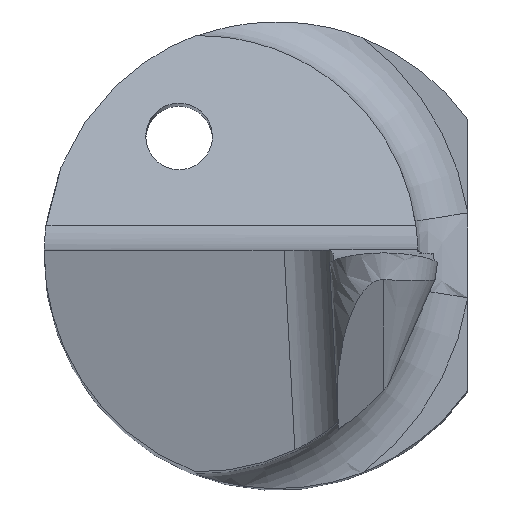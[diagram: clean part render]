
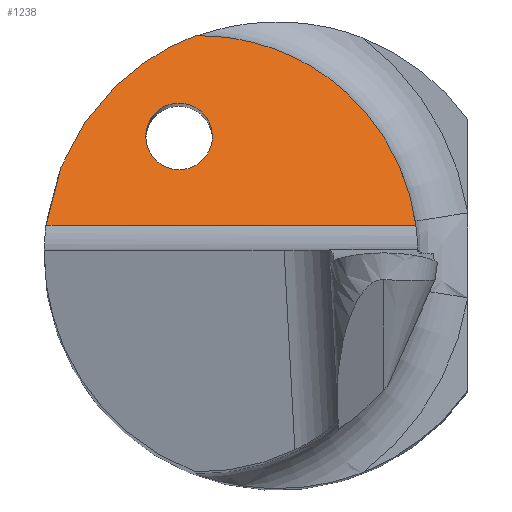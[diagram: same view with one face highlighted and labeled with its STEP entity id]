
A CAD part, top view. The second image highlights one B-rep face of the part: STEP entity #1238.
In plain terms, the highlighted planar face has unit normal (0, 0.766, 0.643).
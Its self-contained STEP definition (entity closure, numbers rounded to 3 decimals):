
#21 = EDGE_LOOP ( 'NONE', ( #204, #776 ) ) ;
#72 = LINE ( 'NONE', #1226, #1153 ) ;
#79 = CARTESIAN_POINT ( 'NONE',  ( -3.474, 0.424, 28.397 ) ) ;
#83 = EDGE_CURVE ( 'NONE', #562, #402, #404, .T. ) ;
#84 = CARTESIAN_POINT ( 'NONE',  ( -1.236, 3.274, 25.001 ) ) ;
#96 = CARTESIAN_POINT ( 'NONE',  ( -0.978, 1.762, 26.803 ) ) ;
#122 = PLANE ( 'NONE',  #222 ) ;
#129 = FACE_OUTER_BOUND ( 'NONE', #341, .T. ) ;
#141 = CARTESIAN_POINT ( 'NONE',  ( -1.236, 3.274, 25.001 ) ) ;
#157 = EDGE_CURVE ( 'NONE', #451, #402, #72, .T. ) ;
#160 = CARTESIAN_POINT ( 'NONE',  ( 1.845, 2.163, 26.325 ) ) ;
#170 = CARTESIAN_POINT ( 'NONE',  ( -0.978, 1.762, 26.803 ) ) ;
#178 = DIRECTION ( 'NONE',  ( 1., 0., 0. ) ) ;
#204 = ORIENTED_EDGE ( 'NONE', *, *, #1041, .F. ) ;
#222 = AXIS2_PLACEMENT_3D ( 'NONE', #429, #1196, #332 ) ;
#298 = CARTESIAN_POINT ( 'NONE',  ( -1.978, 1.762, 26.803 ) ) ;
#299 = CARTESIAN_POINT ( 'NONE',  ( -3.312, 1.751, 26.816 ) ) ;
#332 = DIRECTION ( 'NONE',  ( 0., 0.643, -0.766 ) ) ;
#341 = EDGE_LOOP ( 'NONE', ( #838, #642, #568 ) ) ;
#367 = CARTESIAN_POINT ( 'NONE',  ( -1.236, 3.274, 25.001 ) ) ;
#402 = VERTEX_POINT ( 'NONE', #707 ) ;
#404 =( BOUNDED_CURVE ( )  B_SPLINE_CURVE ( 3, ( #367, #761, #160, #852 ),
 .UNSPECIFIED., .F., .F. ) 
 B_SPLINE_CURVE_WITH_KNOTS ( ( 4, 4 ),
 ( 6.265, 7.724 ),
 .UNSPECIFIED. ) 
 CURVE ( )  GEOMETRIC_REPRESENTATION_ITEM ( )  RATIONAL_B_SPLINE_CURVE ( ( 1., 0.83, 0.83, 1. ) ) 
 REPRESENTATION_ITEM ( '' )  );
#429 = CARTESIAN_POINT ( 'NONE',  ( -3.5, 0.424, 28.397 ) ) ;
#451 = VERTEX_POINT ( 'NONE', #517 ) ;
#475 = CARTESIAN_POINT ( 'NONE',  ( -1.978, 1.762, 26.803 ) ) ;
#502 = VERTEX_POINT ( 'NONE', #475 ) ;
#517 = CARTESIAN_POINT ( 'NONE',  ( -3.474, 0.424, 28.397 ) ) ;
#562 = VERTEX_POINT ( 'NONE', #141 ) ;
#568 = ORIENTED_EDGE ( 'NONE', *, *, #760, .F. ) ;
#581 = CARTESIAN_POINT ( 'NONE',  ( -1.978, 1.762, 26.803 ) ) ;
#631 = EDGE_CURVE ( 'NONE', #938, #502, #915, .T. ) ;
#642 = ORIENTED_EDGE ( 'NONE', *, *, #83, .F. ) ;
#661 = CARTESIAN_POINT ( 'NONE',  ( -0.978, 1.762, 26.803 ) ) ;
#688 =( BOUNDED_CURVE ( )  B_SPLINE_CURVE ( 3, ( #79, #299, #1076, #84 ),
 .UNSPECIFIED., .F., .T. ) 
 B_SPLINE_CURVE_WITH_KNOTS ( ( 4, 4 ),
 ( 4.834, 5.922 ),
 .UNSPECIFIED. ) 
 CURVE ( )  GEOMETRIC_REPRESENTATION_ITEM ( )  RATIONAL_B_SPLINE_CURVE ( ( 1., 0.904, 0.904, 1. ) ) 
 REPRESENTATION_ITEM ( '' )  );
#690 = CARTESIAN_POINT ( 'NONE',  ( -1.978, 2.762, 25.611 ) ) ;
#707 = CARTESIAN_POINT ( 'NONE',  ( 2.072, 0.424, 28.397 ) ) ;
#760 = EDGE_CURVE ( 'NONE', #451, #562, #688, .T. ) ;
#761 = CARTESIAN_POINT ( 'NONE',  ( 0.517, 3.307, 24.962 ) ) ;
#776 = ORIENTED_EDGE ( 'NONE', *, *, #631, .F. ) ;
#813 = FACE_BOUND ( 'NONE', #21, .T. ) ;
#838 = ORIENTED_EDGE ( 'NONE', *, *, #157, .T. ) ;
#852 = CARTESIAN_POINT ( 'NONE',  ( 2.072, 0.424, 28.397 ) ) ;
#867 =( BOUNDED_CURVE ( )  B_SPLINE_CURVE ( 3, ( #298, #979, #1138, #661 ),
 .UNSPECIFIED., .F., .F. ) 
 B_SPLINE_CURVE_WITH_KNOTS ( ( 4, 4 ),
 ( 1.571, 4.712 ),
 .UNSPECIFIED. ) 
 CURVE ( )  GEOMETRIC_REPRESENTATION_ITEM ( )  RATIONAL_B_SPLINE_CURVE ( ( 1., 0.333, 0.333, 1. ) ) 
 REPRESENTATION_ITEM ( '' )  );
#915 =( BOUNDED_CURVE ( )  B_SPLINE_CURVE ( 3, ( #96, #965, #690, #581 ),
 .UNSPECIFIED., .F., .T. ) 
 B_SPLINE_CURVE_WITH_KNOTS ( ( 4, 4 ),
 ( 4.712, 7.854 ),
 .UNSPECIFIED. ) 
 CURVE ( )  GEOMETRIC_REPRESENTATION_ITEM ( )  RATIONAL_B_SPLINE_CURVE ( ( 1., 0.333, 0.333, 1. ) ) 
 REPRESENTATION_ITEM ( '' )  );
#938 = VERTEX_POINT ( 'NONE', #170 ) ;
#965 = CARTESIAN_POINT ( 'NONE',  ( -0.978, 2.762, 25.611 ) ) ;
#979 = CARTESIAN_POINT ( 'NONE',  ( -1.978, 0.762, 27.995 ) ) ;
#1041 = EDGE_CURVE ( 'NONE', #502, #938, #867, .T. ) ;
#1076 = CARTESIAN_POINT ( 'NONE',  ( -2.487, 2.802, 25.563 ) ) ;
#1138 = CARTESIAN_POINT ( 'NONE',  ( -0.978, 0.762, 27.995 ) ) ;
#1153 = VECTOR ( 'NONE', #178, 1000. ) ;
#1196 = DIRECTION ( 'NONE',  ( 0., -0.766, -0.643 ) ) ;
#1226 = CARTESIAN_POINT ( 'NONE',  ( -3.5, 0.424, 28.397 ) ) ;
#1238 = ADVANCED_FACE ( 'NONE', ( #813, #129 ), #122, .F. ) ;
